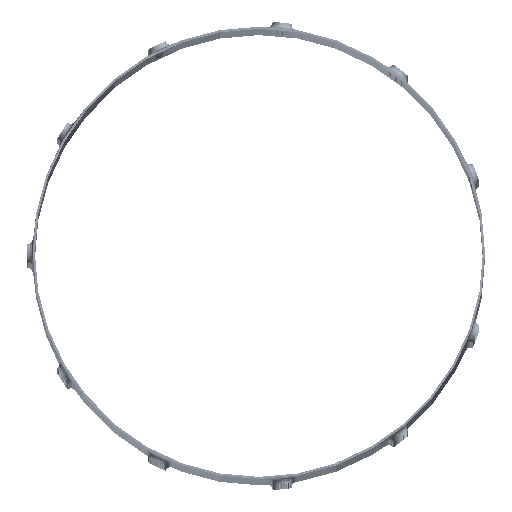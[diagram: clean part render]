
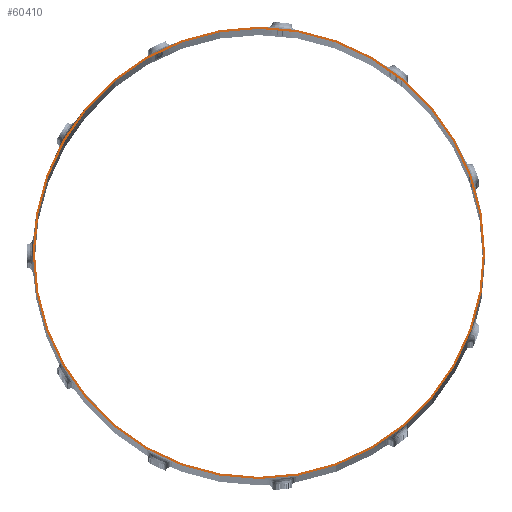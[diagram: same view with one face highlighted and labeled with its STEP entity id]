
A CAD part, top view. The second image highlights one B-rep face of the part: STEP entity #60410.
In plain terms, the highlighted planar face has unit normal (0, 0, 1).
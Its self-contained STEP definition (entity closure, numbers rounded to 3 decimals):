
#709=CIRCLE('',#64326,62.5);
#710=CIRCLE('',#64329,63.1);
#952=PLANE('',#64337);
#1895=FACE_OUTER_BOUND('',#6291,.T.);
#6291=EDGE_LOOP('',(#41052,#41053,#41054,#41055));
#11376=LINE('',#93632,#16004);
#11379=LINE('',#93636,#16007);
#16004=VECTOR('',#66458,0.6);
#16007=VECTOR('',#66463,0.6);
#24319=VERTEX_POINT('',#72735);
#24322=VERTEX_POINT('',#72740);
#25255=VERTEX_POINT('',#82378);
#25256=VERTEX_POINT('',#82380);
#29880=EDGE_CURVE('',#24319,#24322,#709,.T.);
#30819=EDGE_CURVE('',#25255,#25256,#710,.T.);
#31748=EDGE_CURVE('',#24322,#25256,#11376,.T.);
#31751=EDGE_CURVE('',#25255,#24319,#11379,.T.);
#41052=ORIENTED_EDGE('',*,*,#31748,.T.);
#41053=ORIENTED_EDGE('',*,*,#30819,.F.);
#41054=ORIENTED_EDGE('',*,*,#31751,.T.);
#41055=ORIENTED_EDGE('',*,*,#29880,.T.);
#60410=ADVANCED_FACE('',(#1895),#952,.F.);
#64326=AXIS2_PLACEMENT_3D('',#72742,#65506,#65507);
#64329=AXIS2_PLACEMENT_3D('',#82381,#65981,#65982);
#64337=AXIS2_PLACEMENT_3D('',#93638,#66466,#66467);
#65506=DIRECTION('center_axis',(0.,0.,
-1.));
#65507=DIRECTION('ref_axis',(1.,0.,0.));
#65981=DIRECTION('center_axis',(0.,0.,
-1.));
#65982=DIRECTION('ref_axis',(1.,0.,0.));
#66458=DIRECTION('',(1.,0.,0.));
#66463=DIRECTION('',(-1.,0.,0.));
#66466=DIRECTION('center_axis',(0.,0.,
-1.));
#66467=DIRECTION('ref_axis',(-1.,0.,0.));
#72735=CARTESIAN_POINT('',(62.5,-0.001,1000.));
#72740=CARTESIAN_POINT('',(62.5,0.,1000.));
#72742=CARTESIAN_POINT('Origin',(0.,0.,
1000.));
#82378=CARTESIAN_POINT('',(63.1,-0.001,1000.));
#82380=CARTESIAN_POINT('',(63.1,0.001,1000.));
#82381=CARTESIAN_POINT('Origin',(0.,0.,
1000.));
#93632=CARTESIAN_POINT('',(0.,0.,1000.));
#93636=CARTESIAN_POINT('',(0.,0.,1000.));
#93638=CARTESIAN_POINT('Origin',(62.5,0.,1000.));
